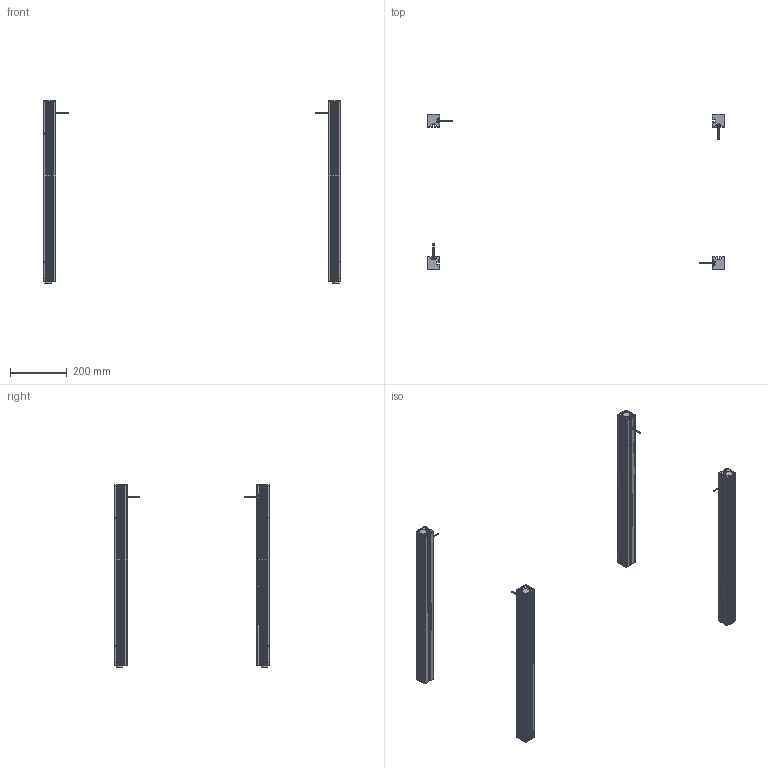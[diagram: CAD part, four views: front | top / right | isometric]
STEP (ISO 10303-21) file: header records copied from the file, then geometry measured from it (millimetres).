
FILE_DESCRIPTION(('STEP AP203'),'1');
FILE_NAME('ERGO00H2701.stp','2024-03-25T13:41:47',(' '),(' '),'Spatial InterOp 3D',' ',' ');
FILE_SCHEMA(('CONFIG_CONTROL_DESIGN'));
Length unit declared in the file: millimetre
Products named in the file (19): 4+6; 4; 6; TQ; 3; 5; 9; 1; 7; 8; 2; kit 4 colonnes Hydrauliques
Assembly tree (58 placements, depth 4):
  kit 4 colonnes Hydrauliques
    TQ
      4+6
        4
        6
      TQ
        3
        5
        9
        1  x4
        7
        8
        2  x2
    TQ
      4+6
        4
        6
      TQ
        3
        5
        9
        1  x4
        7
        8
        2  x2
    TQ
      4+6
        4
        6
      TQ
        3
        5
        9
        1  x4
        7
        8
        2  x2
    TQ
      4+6
        4
        6
      TQ
        3
        5
        9
        1  x4
        7
        8
        2  x2
Bounding box: 1045 x 545 x 640 mm (x, y, z)
Volume: 2137466.5 mm3; surface area: 1777950.5 mm2
Topology: 52 solids, 52 shells, 4988 faces, 14296 edges, 9180 vertices
Faces by surface type: cylinder 2332, plane 2068, bspline 176, cone 156, torus 144, sphere 112
Full cylindrical faces by diameter (mm): 2.2 x4, 2.5 x48, 3 x16, 4 x40, 6.647 x4, 8 x4, 8.376 x8, 11.5 x4, 16 x4, 17.3 x4, 19 x4, 20.8 x12, 21 x4, 24 x4, 25 x16, 30 x8
Entity records: 47409 total; most frequent: CARTESIAN_POINT 11565, ORIENTED_EDGE 6760, DIRECTION 6652, EDGE_CURVE 3380, AXIS2_PLACEMENT_3D 2395, VERTEX_POINT 2217, LINE 1862, VECTOR 1862
